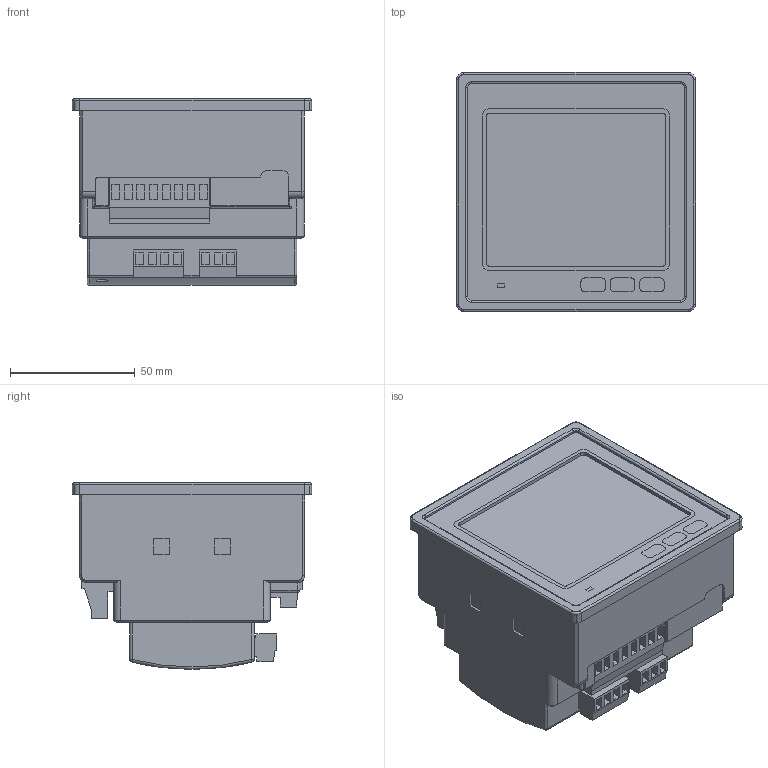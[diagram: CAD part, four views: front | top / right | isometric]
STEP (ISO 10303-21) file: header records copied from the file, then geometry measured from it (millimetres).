
FILE_DESCRIPTION((''),'2;1');
FILE_NAME('ASM0001_ASM','2022-11-17T08:57:37',('klemen.sitar'),('Audax d.o.o.'),'CREO PARAMETRIC BY PTC INC, 2021304','CREO PARAMETRIC BY PTC INC, 2021304','');
FILE_SCHEMA(('AP242_MANAGED_MODEL_BASED_3D_ENGINEERING_MIM_LF { 1 0 10303 442 1 1 4 }'));
Length unit declared in the file: millimetre
Products named in the file (37): PRT0001; PRT0002; PRT0003; PRT0004; PRT0006; PRT0008; PRT0009; TYPE_1___FI-4_40MM; PRT0010; RC_1_1_1_1_1_1; RC_SCREW_1_1_1_1; PRT0017_1_1_1_1; PRT0018_1_1_1_1; ASM0013_ASM_1_ASM; RC_1_1_1_1_1_1_1_1_1; RC_SCREW_1_1_1_1_1_1_1; PRT0017_1_1_1_1_1_1_1; RC_SCREW_1_1_1_1_1_1_1_1; PRT0018_1_1_1_1_1_1_1; ASM0013_ASM_1_ASM_1_ASM_1_ASM; 4XRC_ASM; RC_1_1_1_1_1_1_1_1_2_1_1_2; PRT0017_1_1_1_1_1_1_2_1_1_1; PRT0018_1_1_1_1_1_1_2_1_1_1; RC_SCREW_1_1_1_1_1_1_2_1_1_2; PRT0017_1_1_1_1_1_1_2_1_1_2; RC_SCREW_1_1_1_1_1_1_2_1_1_1; PRT0018_1_1_1_1_1_1_2_1_1_1_2; PRT0017_1_1_1_1_1_1_2_1_1_1_2; PRT0018_1_1_1_1_1_1_2_1_1_2; ASM0003_ASM_1_1_2_ASM; 8XRC_EXTENDED_ASM; RC_1_1_1_1_1_1_1_1_2_1_1_2_3_4_; RC_SCREW_1_1_1_1_1_1_2_1_1_2__1; ASM0005_ASM_1_ASM; 2XRC_BIG_ASM; ASM0001_ASM
Assembly tree (40 placements, depth 4):
  ASM0001_ASM
    PRT0001
    PRT0002
    PRT0003
    PRT0004
    PRT0006
    PRT0008
    PRT0009
    TYPE_1___FI-4_40MM  x2
    PRT0010
    ASM0013_ASM_1_ASM
      RC_1_1_1_1_1_1
      RC_SCREW_1_1_1_1
      PRT0017_1_1_1_1
      PRT0018_1_1_1_1
    4XRC_ASM
      ASM0013_ASM_1_ASM_1_ASM_1_ASM
        RC_1_1_1_1_1_1_1_1_1
        RC_SCREW_1_1_1_1_1_1_1
        PRT0017_1_1_1_1_1_1_1
        RC_SCREW_1_1_1_1_1_1_1_1
        PRT0018_1_1_1_1_1_1_1
    8XRC_EXTENDED_ASM
      ASM0003_ASM_1_1_2_ASM
        RC_1_1_1_1_1_1_1_1_2_1_1_2
        PRT0017_1_1_1_1_1_1_2_1_1_1
        PRT0018_1_1_1_1_1_1_2_1_1_1
        RC_SCREW_1_1_1_1_1_1_2_1_1_2
        PRT0017_1_1_1_1_1_1_2_1_1_2
        RC_SCREW_1_1_1_1_1_1_2_1_1_1
        PRT0018_1_1_1_1_1_1_2_1_1_1_2
        PRT0017_1_1_1_1_1_1_2_1_1_1_2
        PRT0018_1_1_1_1_1_1_2_1_1_2
    2XRC_BIG_ASM  x3
      ASM0005_ASM_1_ASM
        RC_1_1_1_1_1_1_1_1_2_1_1_2_3_4_
        RC_SCREW_1_1_1_1_1_1_2_1_1_2__1  x2
Bounding box: 96 x 96 x 75.05 mm (x, y, z)
Volume: 492429.1 mm3; surface area: 93978.6 mm2
Topology: 42 solids, 42 shells, 868 faces, 2226 edges, 1520 vertices
Faces by surface type: plane 607, cylinder 205, cone 24, torus 14, sphere 10, bspline 8
Entity records: 40674 total; most frequent: PRESENTATION_LAYER_ASSIGNMENT 6615, CARTESIAN_POINT 4515, DIRECTION 3898, ORIENTED_EDGE 3490, PRESENTATION_STYLE_ASSIGNMENT 2092, STYLED_ITEM 2092, EDGE_CURVE 1745, CURVE_STYLE 1649
